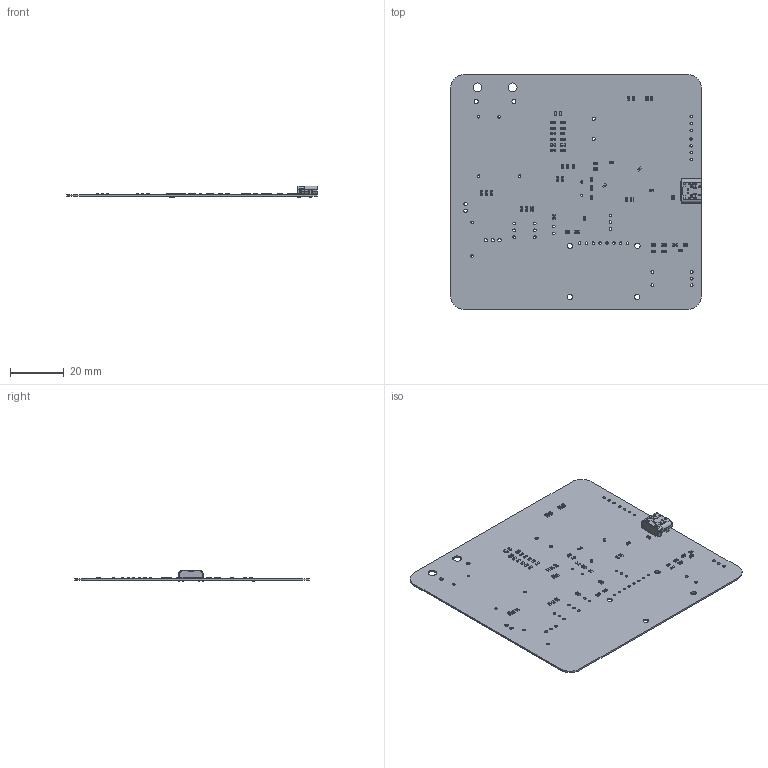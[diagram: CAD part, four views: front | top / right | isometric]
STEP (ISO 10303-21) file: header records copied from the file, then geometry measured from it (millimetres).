
FILE_DESCRIPTION(('Open CASCADE Model'),'2;1');
FILE_NAME('Open CASCADE Shape Model','2022-03-14T22:20:30',('Author'),( 'Open CASCADE'),'Open CASCADE STEP processor 6.8','Open CASCADE 6.8' ,'Unknown');
FILE_SCHEMA(('AUTOMOTIVE_DESIGN { 1 0 10303 214 1 1 1 1 }'));
Length unit declared in the file: millimetre
Products named in the file (66): PCB; Board; Open CASCADE STEP translator 6.8 1.1.1; R25; User_Library-RES_1609-0603; R24; R22; R21; R19; R17; R16; R15; R14; R13; R12; R11; R10; R9; R8; R7; R6; R5; R4; R3; R2; R1; J2; 1; D2; User_Library-LED_0603_R; User_Library-LED_0603_R_Pocket002; User_Library-LED_0603_R_Pad004; User_Library-LED_0603_R_Fillet; User_Library-LED_0603_R_Pocket001; User_Library-LED_0603_R_Pad; D1; C29; User_Library-0603_SMD_Capacitor; C28; C27 ...
Assembly tree (115 placements, depth 4):
  PCB
    Board
      Open CASCADE STEP translator 6.8 1.1.1
    R25
      User_Library-RES_1609-0603
    R24
      User_Library-RES_1609-0603
    R22
      User_Library-RES_1609-0603
    R21
      User_Library-RES_1609-0603
    R19
      User_Library-RES_1609-0603
    R17
      User_Library-RES_1609-0603
    R16
      User_Library-RES_1609-0603
    R15
      User_Library-RES_1609-0603
    R14
      User_Library-RES_1609-0603
    R13
      User_Library-RES_1609-0603
    R12
      User_Library-RES_1609-0603
    R11
      User_Library-RES_1609-0603
    R10
      User_Library-RES_1609-0603
    R9
      User_Library-RES_1609-0603
    R8
      User_Library-RES_1609-0603
    R7
      User_Library-RES_1609-0603
    R6
      User_Library-RES_1609-0603
    R5
      User_Library-RES_1609-0603
    R4
      User_Library-RES_1609-0603
    R3
      User_Library-RES_1609-0603
    R2
      User_Library-RES_1609-0603
    R1
      User_Library-RES_1609-0603
    J2
      1
    D2
      User_Library-LED_0603_R
        User_Library-LED_0603_R_Pocket002
        User_Library-LED_0603_R_Pad004
        User_Library-LED_0603_R_Fillet
        User_Library-LED_0603_R_Pocket001
        User_Library-LED_0603_R_Pad
    D1
      User_Library-LED_0603_R
        User_Library-LED_0603_R_Pocket002
        User_Library-LED_0603_R_Pad004
Bounding box: 93.09 x 87.12 x 4.44 mm (x, y, z)
Volume: 5140.5 mm3; surface area: 17197.8 mm2
Topology: 127 solids, 136 shells, 6049 faces, 15382 edges, 9670 vertices
Faces by surface type: plane 2800, bspline 2079, cylinder 885, sphere 236, torus 28, cone 21
Full cylindrical faces by diameter (mm): 0.5 x2, 0.692 x2, 0.7 x2, 0.8 x2, 0.9 x26, 1 x6, 1.1 x5, 1.2 x5, 1.3 x2, 1.5 x2, 2 x4, 3.3 x2
Entity records: 61263 total; most frequent: CARTESIAN_POINT 17269, ORIENTED_EDGE 8414, DIRECTION 7774, EDGE_CURVE 4208, LINE 3172, VECTOR 3172, VERTEX_POINT 2754, AXIS2_PLACEMENT_3D 2301
